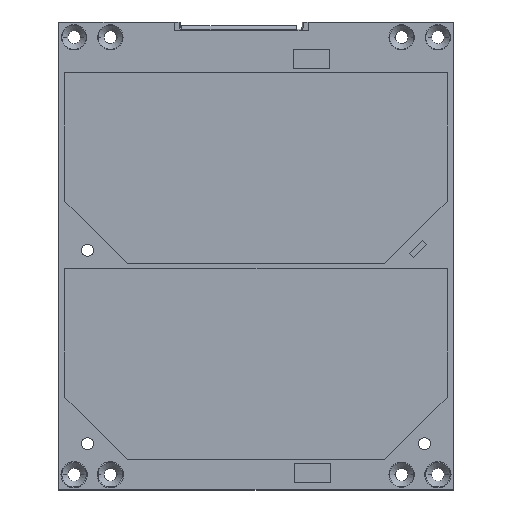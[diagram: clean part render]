
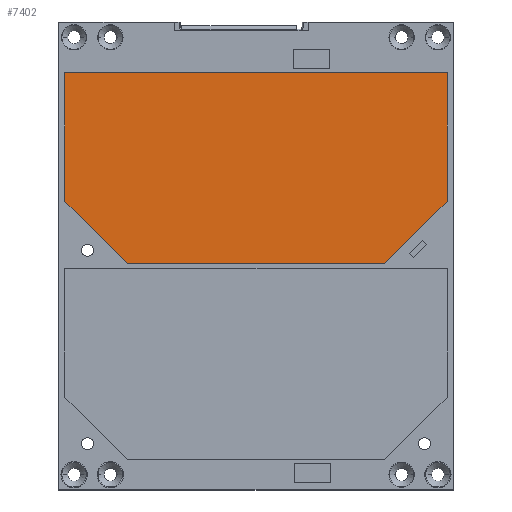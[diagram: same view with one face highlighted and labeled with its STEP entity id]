
A CAD part, top view. The second image highlights one B-rep face of the part: STEP entity #7402.
In plain terms, the highlighted planar face has unit normal (0, 0, 1).
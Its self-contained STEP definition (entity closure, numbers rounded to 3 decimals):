
#3371=DIRECTION('',(0.,1.,0.));
#3372=VECTOR('',#3371,27.);
#3373=CARTESIAN_POINT('',(81.3,60.4,0.26));
#3374=LINE('',#3373,#3372);
#3378=DIRECTION('',(0.707,0.707,0.));
#3379=VECTOR('',#3378,18.385);
#3380=CARTESIAN_POINT('',(68.3,47.4,0.26));
#3381=LINE('',#3380,#3379);
#3385=DIRECTION('',(1.,0.,0.));
#3386=VECTOR('',#3385,54.);
#3387=CARTESIAN_POINT('',(14.3,47.4,0.26));
#3388=LINE('',#3387,#3386);
#3392=DIRECTION('',(0.707,-0.707,0.));
#3393=VECTOR('',#3392,18.385);
#3394=CARTESIAN_POINT('',(1.3,60.4,0.26));
#3395=LINE('',#3394,#3393);
#3399=DIRECTION('',(0.,-1.,0.));
#3400=VECTOR('',#3399,27.);
#3401=CARTESIAN_POINT('',(1.3,87.4,0.26));
#3402=LINE('',#3401,#3400);
#3406=DIRECTION('',(-1.,0.,0.));
#3407=VECTOR('',#3406,80.);
#3408=CARTESIAN_POINT('',(81.3,87.4,0.26));
#3409=LINE('',#3408,#3407);
#3753=CARTESIAN_POINT('',(81.3,60.4,0.26));
#3754=CARTESIAN_POINT('',(81.3,87.4,0.26));
#3755=VERTEX_POINT('',#3753);
#3756=VERTEX_POINT('',#3754);
#3757=CARTESIAN_POINT('',(68.3,47.4,0.26));
#3758=VERTEX_POINT('',#3757);
#3759=CARTESIAN_POINT('',(14.3,47.4,0.26));
#3760=VERTEX_POINT('',#3759);
#3761=CARTESIAN_POINT('',(1.3,60.4,0.26));
#3762=VERTEX_POINT('',#3761);
#3763=CARTESIAN_POINT('',(1.3,87.4,0.26));
#3764=VERTEX_POINT('',#3763);
#7385=CARTESIAN_POINT('',(0.,0.,0.26));
#7386=DIRECTION('',(0.,0.,-1.));
#7387=DIRECTION('',(-1.,0.,0.));
#7388=AXIS2_PLACEMENT_3D('',#7385,#7386,#7387);
#7389=PLANE('',#7388);
#7390=ORIENTED_EDGE('',*,*,#7366,.F.);
#7392=ORIENTED_EDGE('',*,*,#7391,.F.);
#7394=ORIENTED_EDGE('',*,*,#7393,.F.);
#7396=ORIENTED_EDGE('',*,*,#7395,.F.);
#7398=ORIENTED_EDGE('',*,*,#7397,.F.);
#7399=ORIENTED_EDGE('',*,*,#7377,.F.);
#7400=EDGE_LOOP('',(#7390,#7392,#7394,#7396,#7398,#7399));
#7401=FACE_OUTER_BOUND('',#7400,.F.);
#7366=EDGE_CURVE('',#3755,#3756,#3374,.T.);
#7377=EDGE_CURVE('',#3756,#3764,#3409,.T.);
#7391=EDGE_CURVE('',#3758,#3755,#3381,.T.);
#7393=EDGE_CURVE('',#3760,#3758,#3388,.T.);
#7395=EDGE_CURVE('',#3762,#3760,#3395,.T.);
#7397=EDGE_CURVE('',#3764,#3762,#3402,.T.);
#7402=ADVANCED_FACE('',(#7401),#7389,.F.);
